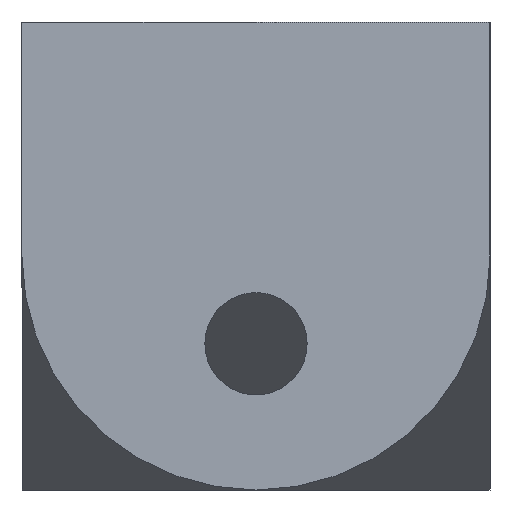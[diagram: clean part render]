
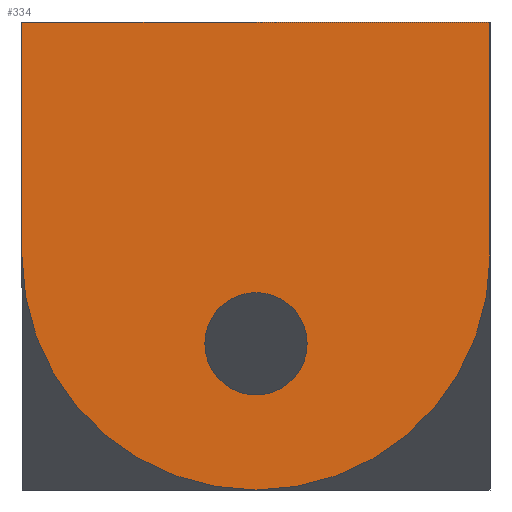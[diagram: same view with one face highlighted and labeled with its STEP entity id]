
A CAD part, left-side view. The second image highlights one B-rep face of the part: STEP entity #334.
In plain terms, the highlighted planar face has unit normal (-1, 0, 0).
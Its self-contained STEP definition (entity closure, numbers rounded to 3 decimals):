
#23=FACE_BOUND('',#54,.T.);
#34=FACE_OUTER_BOUND('',#53,.T.);
#53=EDGE_LOOP('',(#233,#234,#235,#236));
#54=EDGE_LOOP('',(#237));
#83=LINE('',#488,#115);
#84=LINE('',#490,#116);
#85=LINE('',#491,#117);
#115=VECTOR('',#392,10.);
#116=VECTOR('',#393,10.);
#117=VECTOR('',#394,10.);
#147=CIRCLE('',#356,8.);
#148=CIRCLE('',#357,1.75);
#157=VERTEX_POINT('',#484);
#158=VERTEX_POINT('',#485);
#159=VERTEX_POINT('',#487);
#160=VERTEX_POINT('',#489);
#161=VERTEX_POINT('',#492);
#189=EDGE_CURVE('',#157,#158,#147,.T.);
#190=EDGE_CURVE('',#159,#157,#83,.T.);
#191=EDGE_CURVE('',#159,#160,#84,.T.);
#192=EDGE_CURVE('',#158,#160,#85,.T.);
#193=EDGE_CURVE('',#161,#161,#148,.T.);
#233=ORIENTED_EDGE('',*,*,#189,.F.);
#234=ORIENTED_EDGE('',*,*,#190,.F.);
#235=ORIENTED_EDGE('',*,*,#191,.T.);
#236=ORIENTED_EDGE('',*,*,#192,.F.);
#237=ORIENTED_EDGE('',*,*,#193,.T.);
#321=PLANE('',#355);
#334=ADVANCED_FACE('',(#34,#23),#321,.F.);
#355=AXIS2_PLACEMENT_3D('',#483,#388,#389);
#356=AXIS2_PLACEMENT_3D('',#486,#390,#391);
#357=AXIS2_PLACEMENT_3D('',#493,#395,#396);
#388=DIRECTION('center_axis',(1.,0.,0.));
#389=DIRECTION('ref_axis',(0.,1.,0.));
#390=DIRECTION('center_axis',(1.,0.,0.));
#391=DIRECTION('ref_axis',(0.,0.707,-0.707));
#392=DIRECTION('',(0.,0.,-1.));
#393=DIRECTION('',(0.,1.,0.));
#394=DIRECTION('',(0.,0.,1.));
#395=DIRECTION('center_axis',(1.,0.,0.));
#396=DIRECTION('ref_axis',(0.,1.,0.));
#483=CARTESIAN_POINT('Origin',(-123.,-1.5,-34.1));
#484=CARTESIAN_POINT('',(-123.,-9.5,-34.1));
#485=CARTESIAN_POINT('',(-123.,6.5,-34.1));
#486=CARTESIAN_POINT('Origin',(-123.,-1.5,-34.1));
#487=CARTESIAN_POINT('',(-123.,-9.5,-26.1));
#488=CARTESIAN_POINT('',(-123.,-9.5,-26.1));
#489=CARTESIAN_POINT('',(-123.,6.5,-26.1));
#490=CARTESIAN_POINT('',(-123.,-9.5,-26.1));
#491=CARTESIAN_POINT('',(-123.,6.5,-42.1));
#492=CARTESIAN_POINT('',(-123.,-3.25,-37.1));
#493=CARTESIAN_POINT('Origin',(-123.,-1.5,-37.1));
